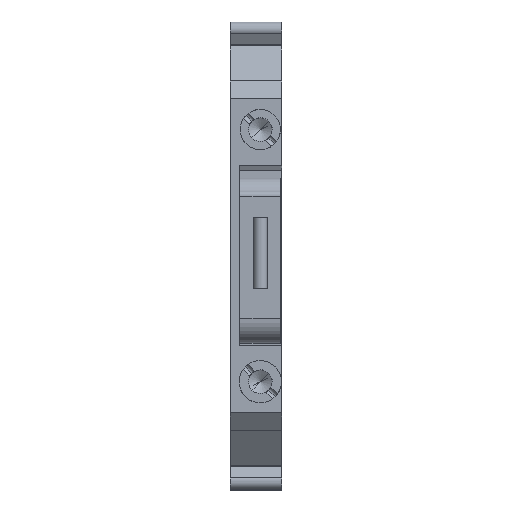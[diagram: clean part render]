
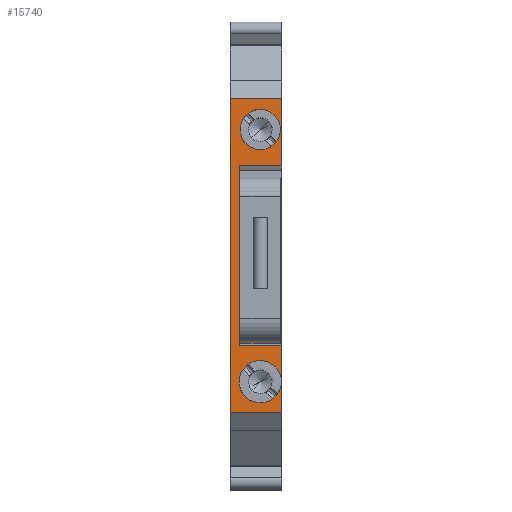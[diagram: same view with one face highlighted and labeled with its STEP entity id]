
A CAD part, top view. The second image highlights one B-rep face of the part: STEP entity #15740.
In plain terms, the highlighted face is planar.
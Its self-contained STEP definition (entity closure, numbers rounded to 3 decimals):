
#4420=CARTESIAN_POINT('',(-29.75,0.,
0.));
#4430=VERTEX_POINT('',#4420);
#4460=CARTESIAN_POINT('',(-8.839,0.,0.));
#4470=DIRECTION('',(1.,0.,0.));
#4480=VECTOR('',#4470,1.);
#4490=LINE('',#4460,#4480);
#4500=CARTESIAN_POINT('',(-60.95,0.,
0.));
#4510=VERTEX_POINT('',#4500);
#4520=EDGE_CURVE('',#4510,#4430,#4490,.T.);
#8330=CARTESIAN_POINT('',(-29.75,0.,5.15));
#8340=VERTEX_POINT('',#8330);
#13740=CARTESIAN_POINT('',(-60.95,0.,
5.15));
#13750=VERTEX_POINT('',#13740);
#13780=CARTESIAN_POINT('',(-0.057,0.,
5.15));
#13790=DIRECTION('',(-1.,0.,0.));
#13800=VECTOR('',#13790,1.);
#13810=LINE('',#13780,#13800);
#13820=CARTESIAN_POINT('',(-54.25,0.,5.15))
;
#13830=VERTEX_POINT('',#13820);
#13840=EDGE_CURVE('',#13830,#13750,#13810,.T.);
#14220=CARTESIAN_POINT('',(-36.45,0.,
5.15));
#14230=VERTEX_POINT('',#14220);
#14260=CARTESIAN_POINT('',(-0.057,0.,
5.15));
#14270=DIRECTION('',(-1.,0.,0.));
#14280=VECTOR('',#14270,1.);
#14290=LINE('',#14260,#14280);
#14300=EDGE_CURVE('',#8340,#14230,#14290,.T.);
#15000=CARTESIAN_POINT('',(-51.55,0.,0.975));
#15010=DIRECTION('',(0.,-1.,0.));
#15020=DIRECTION('',(0.,0.,1.));
#15030=AXIS2_PLACEMENT_3D('',#15000,#15010,#15020);
#15040=PLANE('',#15030);
#15050=CARTESIAN_POINT('',(-32.85,0.,3.));
#15060=DIRECTION('',(0.,1.,0.));
#15070=DIRECTION('',(1.,0.,0.));
#15080=AXIS2_PLACEMENT_3D('',#15050,#15060,#15070);
#15090=CIRCLE('',#15080,2.);
#15100=CARTESIAN_POINT('',(-30.85,0.,3.));
#15110=VERTEX_POINT('',#15100);
#15120=CARTESIAN_POINT('',(-34.85,0.,3.));
#15130=VERTEX_POINT('',#15120);
#15140=EDGE_CURVE('',#15110,#15130,#15090,.T.);
#15150=ORIENTED_EDGE('',*,*,#15140,.F.);
#15160=EDGE_CURVE('',#15130,#15110,#15090,.T.);
#15170=ORIENTED_EDGE('',*,*,#15160,.F.);
#15180=EDGE_LOOP('',(#15170,#15150));
#15190=FACE_BOUND('',#15180,.T.);
#15200=CARTESIAN_POINT('',(-57.85,0.,3.));
#15210=DIRECTION('',(0.,1.,0.));
#15220=DIRECTION('',(1.,0.,0.));
#15230=AXIS2_PLACEMENT_3D('',#15200,#15210,#15220);
#15240=CIRCLE('',#15230,2.1);
#15250=CARTESIAN_POINT('',(-55.75,0.,3.));
#15260=VERTEX_POINT('',#15250);
#15270=CARTESIAN_POINT('',(-59.95,0.,3.));
#15280=VERTEX_POINT('',#15270);
#15290=EDGE_CURVE('',#15260,#15280,#15240,.T.);
#15300=ORIENTED_EDGE('',*,*,#15290,.F.);
#15310=EDGE_CURVE('',#15280,#15260,#15240,.T.);
#15320=ORIENTED_EDGE('',*,*,#15310,.F.);
#15330=EDGE_LOOP('',(#15320,#15300));
#15340=FACE_BOUND('',#15330,.T.);
#15350=CARTESIAN_POINT('',(-36.45,0.,0.));
#15360=DIRECTION('',(0.,0.,-1.));
#15370=VECTOR('',#15360,1.);
#15380=LINE('',#15350,#15370);
#15390=CARTESIAN_POINT('',(-36.45,0.,
0.975));
#15400=VERTEX_POINT('',#15390);
#15410=EDGE_CURVE('',#14230,#15400,#15380,.T.);
#15420=ORIENTED_EDGE('',*,*,#15410,.F.);
#15430=CARTESIAN_POINT('',(-45.35,0.,0.975)
);
#15440=DIRECTION('',(-1.,0.,0.));
#15450=VECTOR('',#15440,1.);
#15460=LINE('',#15430,#15450);
#15470=CARTESIAN_POINT('',(-54.25,0.,0.975)
);
#15480=VERTEX_POINT('',#15470);
#15490=EDGE_CURVE('',#15400,#15480,#15460,.T.);
#15500=ORIENTED_EDGE('',*,*,#15490,.F.);
#15510=CARTESIAN_POINT('',(-54.25,0.,0.));
#15520=DIRECTION('',(0.,0.,1.));
#15530=VECTOR('',#15520,1.);
#15540=LINE('',#15510,#15530);
#15550=EDGE_CURVE('',#15480,#13830,#15540,.T.);
#15560=ORIENTED_EDGE('',*,*,#15550,.F.);
#15570=ORIENTED_EDGE('',*,*,#13840,.F.);
#15580=CARTESIAN_POINT('',(-60.95,0.,0.));
#15590=DIRECTION('',(0.,0.,-1.));
#15600=VECTOR('',#15590,1.);
#15610=LINE('',#15580,#15600);
#15620=EDGE_CURVE('',#13750,#4510,#15610,.T.);
#15630=ORIENTED_EDGE('',*,*,#15620,.F.);
#15640=ORIENTED_EDGE('',*,*,#4520,.F.);
#15650=CARTESIAN_POINT('',(-29.75,0.,0.));
#15660=DIRECTION('',(0.,0.,-1.));
#15670=VECTOR('',#15660,1.);
#15680=LINE('',#15650,#15670);
#15690=EDGE_CURVE('',#8340,#4430,#15680,.T.);
#15700=ORIENTED_EDGE('',*,*,#15690,.T.);
#15710=ORIENTED_EDGE('',*,*,#14300,.F.);
#15720=EDGE_LOOP('',(#15710,#15700,#15640,#15630,#15570,#15560,#15500,
#15420));
#15730=FACE_OUTER_BOUND('',#15720,.T.);
#15740=ADVANCED_FACE('',(#15190,#15340,#15730),#15040,.F.);
